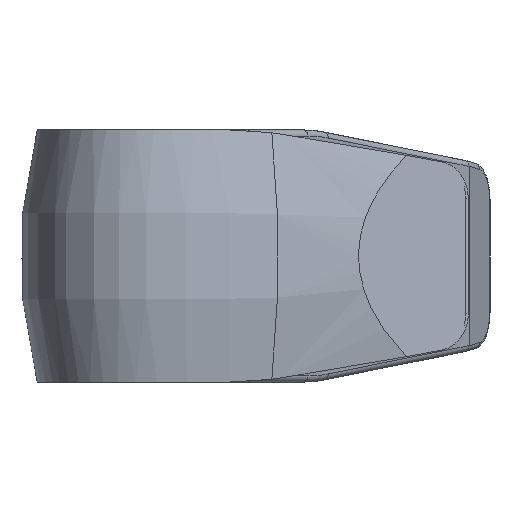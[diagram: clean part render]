
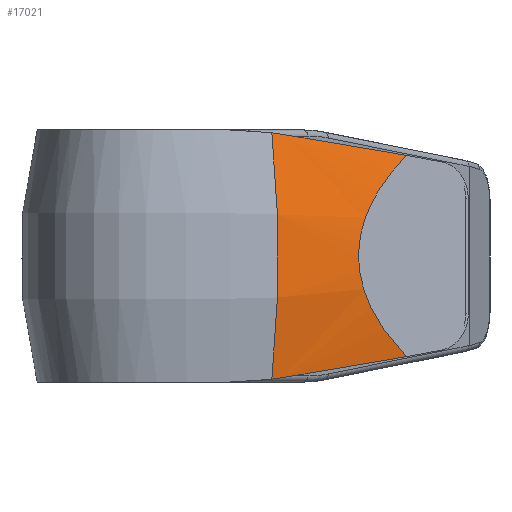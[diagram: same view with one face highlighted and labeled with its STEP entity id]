
A CAD part, left-side view. The second image highlights one B-rep face of the part: STEP entity #17021.
In plain terms, the highlighted cylindrical face has radius 40.062 mm (diameter 80.125 mm), a partial arc.
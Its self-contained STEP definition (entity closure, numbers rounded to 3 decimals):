
#670=CARTESIAN_POINT('',(-36.97,32.042,0.));
#671=DIRECTION('',(0.401,-0.916,0.));
#672=DIRECTION('',(-0.887,-0.388,0.25));
#673=AXIS2_PLACEMENT_3D('',#670,#671,#672);
#680=CARTESIAN_POINT('',(-72.506,16.492,-10.019));
#6817=CARTESIAN_POINT('',(-72.15,15.593,9.883));
#6818=CARTESIAN_POINT('',(-72.209,15.742,9.908));
#6819=CARTESIAN_POINT('',(-72.327,16.042,9.956));
#6820=CARTESIAN_POINT('',(-72.446,16.342,9.999));
#6821=CARTESIAN_POINT('',(-72.506,16.492,10.019));
#6823=CARTESIAN_POINT('',(-68.188,5.554,8.179));
#6824=CARTESIAN_POINT('',(-69.521,8.896,8.747));
#6825=CARTESIAN_POINT('',(-70.842,12.242,9.315));
#6826=CARTESIAN_POINT('',(-72.15,15.593,9.883));
#6828=CARTESIAN_POINT('',(-68.188,5.554,
-8.179));
#6829=CARTESIAN_POINT('',(-69.955,8.174,
-5.453));
#6830=CARTESIAN_POINT('',(-71.666,10.71,
0.));
#6831=CARTESIAN_POINT('',(-69.955,8.174,5.453));
#6832=CARTESIAN_POINT('',(-68.188,5.554,8.179));
#6834=CARTESIAN_POINT('',(-72.15,15.593,
-9.883));
#6835=CARTESIAN_POINT('',(-70.842,12.242,
-9.315));
#6836=CARTESIAN_POINT('',(-69.521,8.896,
-8.747));
#6837=CARTESIAN_POINT('',(-68.188,5.554,
-8.179));
#6839=CARTESIAN_POINT('',(-72.506,16.492,
-10.019));
#6840=CARTESIAN_POINT('',(-72.446,16.342,
-9.999));
#6841=CARTESIAN_POINT('',(-72.327,16.042,-9.956));
#6842=CARTESIAN_POINT('',(-72.209,15.742,
-9.908));
#6843=CARTESIAN_POINT('',(-72.15,15.593,
-9.883));
#6956=VERTEX_POINT('',#6828);
#6957=VERTEX_POINT('',#6832);
#6958=VERTEX_POINT('',#6817);
#6959=VERTEX_POINT('',#6821);
#6962=VERTEX_POINT('',#680);
#6963=VERTEX_POINT('',#6843);
#17005=CARTESIAN_POINT('',(-26.948,9.139,0.));
#17006=DIRECTION('',(-0.401,0.916,0.));
#17007=DIRECTION('',(-0.916,-0.401,0.));
#17008=AXIS2_PLACEMENT_3D('',#17005,#17006,#17007);
#17009=CYLINDRICAL_SURFACE('',#17008,40.063);
#17010=ORIENTED_EDGE('',*,*,#8978,.F.);
#17012=ORIENTED_EDGE('',*,*,#17011,.F.);
#17014=ORIENTED_EDGE('',*,*,#17013,.F.);
#17016=ORIENTED_EDGE('',*,*,#17015,.F.);
#17017=ORIENTED_EDGE('',*,*,#16997,.F.);
#17018=ORIENTED_EDGE('',*,*,#8959,.F.);
#17019=EDGE_LOOP('',(#17010,#17012,#17014,#17016,#17017,#17018));
#17020=FACE_OUTER_BOUND('',#17019,.F.);
#17021=ADVANCED_FACE('',(#17020),#17009,.T.);
#674=CIRCLE('',#673,40.063);
#6822=B_SPLINE_CURVE_WITH_KNOTS('',3,(#6817,#6818,#6819,#6820,#6821),
.UNSPECIFIED.,.F.,.F.,(4,1,4),(0.,0.5,1.),.UNSPECIFIED.);
#6827=B_SPLINE_CURVE_WITH_KNOTS('',3,(#6823,#6824,#6825,#6826),.UNSPECIFIED.,
.F.,.F.,(4,4),(0.,1.),.UNSPECIFIED.);
#6833=B_SPLINE_CURVE_WITH_KNOTS('',3,(#6828,#6829,#6830,#6831,#6832),
.UNSPECIFIED.,.F.,.F.,(4,1,4),(0.,0.5,1.),.UNSPECIFIED.);
#6838=B_SPLINE_CURVE_WITH_KNOTS('',3,(#6834,#6835,#6836,#6837),.UNSPECIFIED.,
.F.,.F.,(4,4),(0.,1.),.UNSPECIFIED.);
#6844=B_SPLINE_CURVE_WITH_KNOTS('',3,(#6839,#6840,#6841,#6842,#6843),
.UNSPECIFIED.,.F.,.F.,(4,1,4),(0.,0.5,1.),.UNSPECIFIED.);
#8959=EDGE_CURVE('',#6959,#6962,#674,.T.);
#8978=EDGE_CURVE('',#6958,#6959,#6822,.T.);
#16997=EDGE_CURVE('',#6962,#6963,#6844,.T.);
#17011=EDGE_CURVE('',#6957,#6958,#6827,.T.);
#17013=EDGE_CURVE('',#6956,#6957,#6833,.T.);
#17015=EDGE_CURVE('',#6963,#6956,#6838,.T.);
